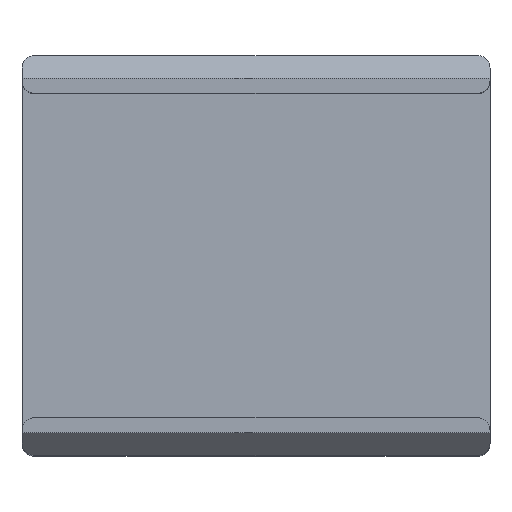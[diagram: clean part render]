
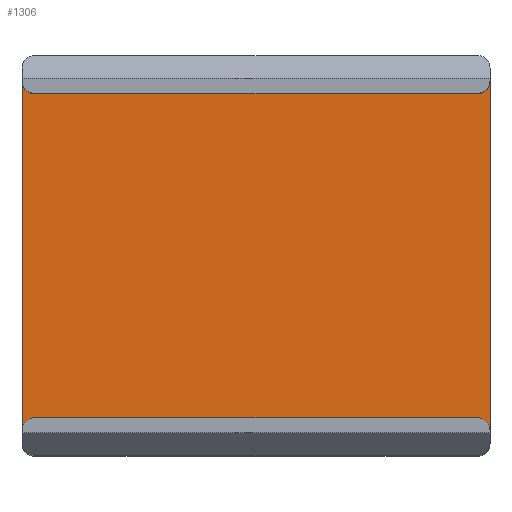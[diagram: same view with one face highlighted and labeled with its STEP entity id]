
A CAD part, top view. The second image highlights one B-rep face of the part: STEP entity #1306.
In plain terms, the highlighted planar face has unit normal (0, 0, 1).
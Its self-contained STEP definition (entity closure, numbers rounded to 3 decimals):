
#80=PLANE('',#1453);
#158=FACE_OUTER_BOUND('',#242,.T.);
#242=EDGE_LOOP('',(#1185,#1186,#1187,#1188,#1189,#1190,#1191,#1192));
#246=LINE('',#1863,#374);
#266=LINE('',#1906,#394);
#281=LINE('',#1943,#409);
#371=LINE('',#2220,#499);
#374=VECTOR('',#1467,10.);
#394=VECTOR('',#1495,10.);
#409=VECTOR('',#1526,10.);
#499=VECTOR('',#1848,10.);
#501=CIRCLE('',#1324,1.);
#503=CIRCLE('',#1328,1.);
#505=CIRCLE('',#1332,1.);
#507=CIRCLE('',#1336,1.);
#541=VERTEX_POINT('',#1856);
#542=VERTEX_POINT('',#1858);
#543=VERTEX_POINT('',#1862);
#561=VERTEX_POINT('',#1899);
#562=VERTEX_POINT('',#1901);
#564=VERTEX_POINT('',#1910);
#568=VERTEX_POINT('',#1922);
#569=VERTEX_POINT('',#1924);
#650=EDGE_CURVE('',#541,#542,#501,.F.);
#652=EDGE_CURVE('',#542,#543,#246,.T.);
#671=EDGE_CURVE('',#561,#562,#503,.F.);
#674=EDGE_CURVE('',#541,#562,#266,.T.);
#676=EDGE_CURVE('',#543,#564,#505,.F.);
#683=EDGE_CURVE('',#568,#569,#507,.F.);
#693=EDGE_CURVE('',#569,#561,#281,.T.);
#830=EDGE_CURVE('',#568,#564,#371,.T.);
#1185=ORIENTED_EDGE('',*,*,#830,.T.);
#1186=ORIENTED_EDGE('',*,*,#676,.F.);
#1187=ORIENTED_EDGE('',*,*,#652,.F.);
#1188=ORIENTED_EDGE('',*,*,#650,.F.);
#1189=ORIENTED_EDGE('',*,*,#674,.T.);
#1190=ORIENTED_EDGE('',*,*,#671,.F.);
#1191=ORIENTED_EDGE('',*,*,#693,.F.);
#1192=ORIENTED_EDGE('',*,*,#683,.F.);
#1306=ADVANCED_FACE('',(#158),#80,.F.);
#1324=AXIS2_PLACEMENT_3D('',#1859,#1462,#1463);
#1328=AXIS2_PLACEMENT_3D('',#1902,#1489,#1490);
#1332=AXIS2_PLACEMENT_3D('',#1911,#1500,#1501);
#1336=AXIS2_PLACEMENT_3D('',#1925,#1513,#1514);
#1453=AXIS2_PLACEMENT_3D('',#2219,#1846,#1847);
#1462=DIRECTION('center_axis',(0.,0.,-1.));
#1463=DIRECTION('ref_axis',(0.707,-0.707,0.));
#1467=DIRECTION('',(0.,-1.,0.));
#1489=DIRECTION('center_axis',(0.,0.,-1.));
#1490=DIRECTION('ref_axis',(-0.707,-0.707,0.));
#1495=DIRECTION('',(-1.,0.,0.));
#1500=DIRECTION('center_axis',(0.,0.,-1.));
#1501=DIRECTION('ref_axis',(0.707,0.707,0.));
#1513=DIRECTION('center_axis',(0.,0.,-1.));
#1514=DIRECTION('ref_axis',(-0.707,0.707,0.));
#1526=DIRECTION('',(0.,1.,0.));
#1846=DIRECTION('center_axis',(0.,0.,-1.));
#1847=DIRECTION('ref_axis',(-1.,0.,0.));
#1848=DIRECTION('',(1.,0.,0.));
#1856=CARTESIAN_POINT('',(17.6,12.9,6.));
#1858=CARTESIAN_POINT('',(18.6,13.9,6.));
#1859=CARTESIAN_POINT('Origin',(17.6,13.9,6.));
#1862=CARTESIAN_POINT('',(18.6,-13.9,6.));
#1863=CARTESIAN_POINT('',(18.6,15.9,6.));
#1899=CARTESIAN_POINT('',(-18.6,13.9,6.));
#1901=CARTESIAN_POINT('',(-17.6,12.9,6.));
#1902=CARTESIAN_POINT('Origin',(-17.6,13.9,6.));
#1906=CARTESIAN_POINT('',(-9.3,12.9,6.));
#1910=CARTESIAN_POINT('',(17.6,-12.9,6.));
#1911=CARTESIAN_POINT('Origin',(17.6,-13.9,6.));
#1922=CARTESIAN_POINT('',(-17.6,-12.9,6.));
#1924=CARTESIAN_POINT('',(-18.6,-13.9,6.));
#1925=CARTESIAN_POINT('Origin',(-17.6,-13.9,6.));
#1943=CARTESIAN_POINT('',(-18.6,-15.9,6.));
#2219=CARTESIAN_POINT('Origin',(0.,0.,
6.));
#2220=CARTESIAN_POINT('',(9.3,-12.9,6.));
